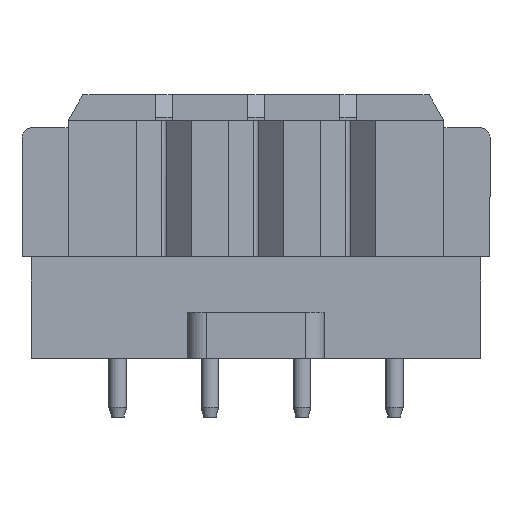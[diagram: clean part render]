
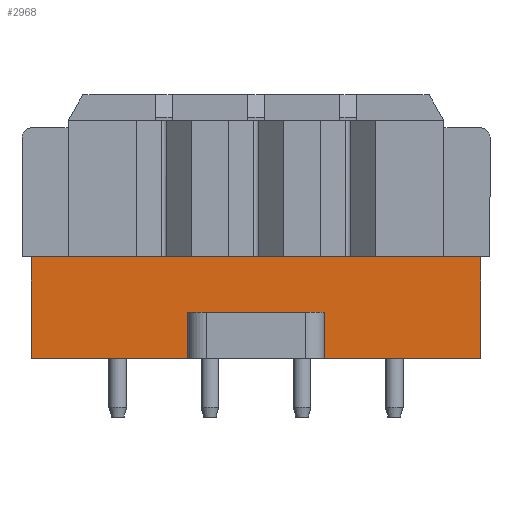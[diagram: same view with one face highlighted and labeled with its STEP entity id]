
A CAD part, left-side view. The second image highlights one B-rep face of the part: STEP entity #2968.
In plain terms, the highlighted planar face has unit normal (-1, 0, 0).
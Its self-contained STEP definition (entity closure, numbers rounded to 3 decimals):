
#2923=AXIS2_PLACEMENT_3D('Plane Axis2P3D',#2920,#2921,#2922) ;
#846=CARTESIAN_POINT('Vertex',(7.,24.9,8.7)) ;
#849=CARTESIAN_POINT('Line Origine',(7.,12.7,8.7)) ;
#853=CARTESIAN_POINT('Vertex',(7.,0.5,8.7)) ;
#2746=CARTESIAN_POINT('Line Origine',(7.,0.5,5.95)) ;
#2750=CARTESIAN_POINT('Vertex',(7.,0.5,3.2)) ;
#2861=CARTESIAN_POINT('Vertex',(7.,24.9,3.2)) ;
#2864=CARTESIAN_POINT('Line Origine',(7.,24.9,5.95)) ;
#2920=CARTESIAN_POINT('Axis2P3D Location',(7.,24.9,0.)) ;
#2925=CARTESIAN_POINT('Line Origine',(7.,4.75,3.2)) ;
#2929=CARTESIAN_POINT('Vertex',(7.,9.,3.2)) ;
#2932=CARTESIAN_POINT('Line Origine',(7.,20.65,3.2)) ;
#2936=CARTESIAN_POINT('Vertex',(7.,16.4,3.2)) ;
#2939=CARTESIAN_POINT('Line Origine',(7.,16.4,4.45)) ;
#2943=CARTESIAN_POINT('Vertex',(7.,16.4,5.7)) ;
#2946=CARTESIAN_POINT('Line Origine',(7.,12.7,5.7)) ;
#2950=CARTESIAN_POINT('Vertex',(7.,9.,5.7)) ;
#2953=CARTESIAN_POINT('Line Origine',(7.,9.,4.45)) ;
#850=DIRECTION('Vector Direction',(0.,-1.,0.)) ;
#2747=DIRECTION('Vector Direction',(0.,0.,1.)) ;
#2865=DIRECTION('Vector Direction',(0.,0.,1.)) ;
#2921=DIRECTION('Axis2P3D Direction',(-1.,0.,0.)) ;
#2922=DIRECTION('Axis2P3D XDirection',(0.,-1.,0.)) ;
#2926=DIRECTION('Vector Direction',(0.,-1.,0.)) ;
#2933=DIRECTION('Vector Direction',(0.,-1.,0.)) ;
#2940=DIRECTION('Vector Direction',(0.,0.,1.)) ;
#2947=DIRECTION('Vector Direction',(0.,-1.,0.)) ;
#2954=DIRECTION('Vector Direction',(0.,0.,1.)) ;
#851=VECTOR('Line Direction',#850,1.) ;
#2748=VECTOR('Line Direction',#2747,1.) ;
#2866=VECTOR('Line Direction',#2865,1.) ;
#2927=VECTOR('Line Direction',#2926,1.) ;
#2934=VECTOR('Line Direction',#2933,1.) ;
#2941=VECTOR('Line Direction',#2940,1.) ;
#2948=VECTOR('Line Direction',#2947,1.) ;
#2955=VECTOR('Line Direction',#2954,1.) ;
#2959=ORIENTED_EDGE('',*,*,#2931,.T.) ;
#2960=ORIENTED_EDGE('',*,*,#2752,.T.) ;
#2961=ORIENTED_EDGE('',*,*,#855,.F.) ;
#2962=ORIENTED_EDGE('',*,*,#2868,.F.) ;
#2963=ORIENTED_EDGE('',*,*,#2938,.T.) ;
#2964=ORIENTED_EDGE('',*,*,#2945,.T.) ;
#2965=ORIENTED_EDGE('',*,*,#2952,.F.) ;
#2966=ORIENTED_EDGE('',*,*,#2957,.F.) ;
#2968=ADVANCED_FACE('Hauptkoerper',(#2967),#2924,.T.) ;
#855=EDGE_CURVE('',#847,#854,#852,.T.) ;
#2752=EDGE_CURVE('',#2751,#854,#2749,.T.) ;
#2868=EDGE_CURVE('',#2862,#847,#2867,.T.) ;
#2931=EDGE_CURVE('',#2930,#2751,#2928,.T.) ;
#2938=EDGE_CURVE('',#2862,#2937,#2935,.T.) ;
#2945=EDGE_CURVE('',#2937,#2944,#2942,.T.) ;
#2952=EDGE_CURVE('',#2951,#2944,#2949,.F.) ;
#2957=EDGE_CURVE('',#2930,#2951,#2956,.T.) ;
#2958=EDGE_LOOP('',(#2959,#2960,#2961,#2962,#2963,#2964,#2965,#2966)) ;
#2967=FACE_OUTER_BOUND('',#2958,.T.) ;
#852=LINE('Line',#849,#851) ;
#2749=LINE('Line',#2746,#2748) ;
#2867=LINE('Line',#2864,#2866) ;
#2928=LINE('Line',#2925,#2927) ;
#2935=LINE('Line',#2932,#2934) ;
#2942=LINE('Line',#2939,#2941) ;
#2949=LINE('Line',#2946,#2948) ;
#2956=LINE('Line',#2953,#2955) ;
#2924=PLANE('',#2923) ;
#847=VERTEX_POINT('',#846) ;
#854=VERTEX_POINT('',#853) ;
#2751=VERTEX_POINT('',#2750) ;
#2862=VERTEX_POINT('',#2861) ;
#2930=VERTEX_POINT('',#2929) ;
#2937=VERTEX_POINT('',#2936) ;
#2944=VERTEX_POINT('',#2943) ;
#2951=VERTEX_POINT('',#2950) ;
